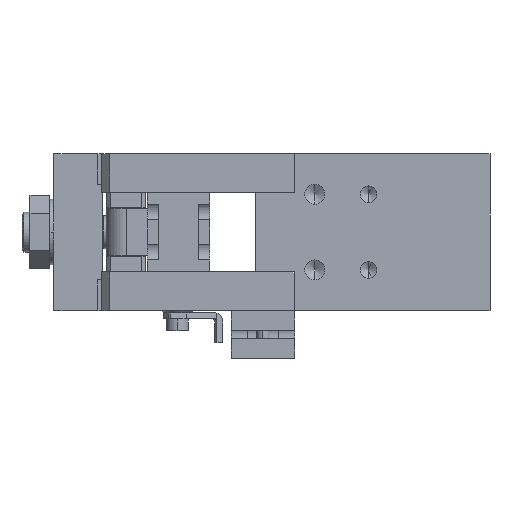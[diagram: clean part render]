
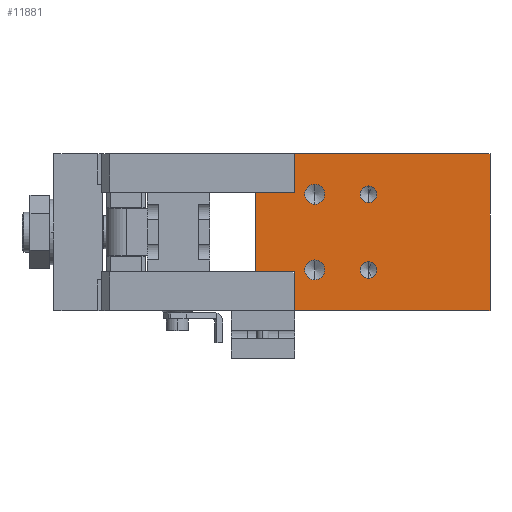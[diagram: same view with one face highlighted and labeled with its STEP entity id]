
A CAD part, left-side view. The second image highlights one B-rep face of the part: STEP entity #11881.
In plain terms, the highlighted planar face has unit normal (-1, 0, 0).
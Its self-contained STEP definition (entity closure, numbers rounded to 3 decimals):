
#312 = ORIENTED_EDGE ( 'NONE', *, *, #12749, .F. ) ;
#313 = ORIENTED_EDGE ( 'NONE', *, *, #12405, .F. ) ;
#314 = ORIENTED_EDGE ( 'NONE', *, *, #12746, .F. ) ;
#315 = ORIENTED_EDGE ( 'NONE', *, *, #12370, .F. ) ;
#316 = ORIENTED_EDGE ( 'NONE', *, *, #12744, .F. ) ;
#317 = ORIENTED_EDGE ( 'NONE', *, *, #12647, .F. ) ;
#318 = ORIENTED_EDGE ( 'NONE', *, *, #12650, .F. ) ;
#319 = ORIENTED_EDGE ( 'NONE', *, *, #12599, .F. ) ;
#320 = ORIENTED_EDGE ( 'NONE', *, *, #12644, .F. ) ;
#321 = ORIENTED_EDGE ( 'NONE', *, *, #12708, .F. ) ;
#322 = ORIENTED_EDGE ( 'NONE', *, *, #12628, .F. ) ;
#323 = ORIENTED_EDGE ( 'NONE', *, *, #12620, .F. ) ;
#324 = ORIENTED_EDGE ( 'NONE', *, *, #12684, .F. ) ;
#325 = ORIENTED_EDGE ( 'NONE', *, *, #12745, .T. ) ;
#326 = ORIENTED_EDGE ( 'NONE', *, *, #12763, .T. ) ;
#327 = ORIENTED_EDGE ( 'NONE', *, *, #12688, .F. ) ;
#376 = CARTESIAN_POINT ( 'NONE',  ( -32.5, 59., -10. ) ) ;
#385 = DIRECTION ( 'NONE',  ( 0., 1., 0. ) ) ;
#397 = CARTESIAN_POINT ( 'NONE',  ( -32.5, 59., -19.7 ) ) ;
#404 = DIRECTION ( 'NONE',  ( 0., 0., 1. ) ) ;
#442 = CARTESIAN_POINT ( 'NONE',  ( -32.5, 49., 19.7 ) ) ;
#447 = CARTESIAN_POINT ( 'NONE',  ( -32.5, 44., 9.5 ) ) ;
#448 = DIRECTION ( 'NONE',  ( 0., 0., 1. ) ) ;
#454 = DIRECTION ( 'NONE',  ( -1., 0., 0. ) ) ;
#455 = DIRECTION ( 'NONE',  ( 0., 0., 1. ) ) ;
#462 = CARTESIAN_POINT ( 'NONE',  ( -32.5, 44., -9.5 ) ) ;
#463 = DIRECTION ( 'NONE',  ( -1., 0., 0. ) ) ;
#464 = DIRECTION ( 'NONE',  ( 0., 0., 1. ) ) ;
#547 = CARTESIAN_POINT ( 'NONE',  ( -32.5, 49., -19.7 ) ) ;
#548 = DIRECTION ( 'NONE',  ( 0., 0., 1. ) ) ;
#557 = CARTESIAN_POINT ( 'NONE',  ( -32.5, 0., 19.7 ) ) ;
#558 = DIRECTION ( 'NONE',  ( 0., -1., 0. ) ) ;
#594 = CARTESIAN_POINT ( 'NONE',  ( -32.5, 59., 10. ) ) ;
#606 = DIRECTION ( 'NONE',  ( 0., -1., 0. ) ) ;
#691 = CARTESIAN_POINT ( 'NONE',  ( -32.5, 44., 9.5 ) ) ;
#692 = DIRECTION ( 'NONE',  ( -1., 0., 0. ) ) ;
#693 = DIRECTION ( 'NONE',  ( 0., 0., 1. ) ) ;
#695 = CARTESIAN_POINT ( 'NONE',  ( -32.5, 0., -19.7 ) ) ;
#696 = DIRECTION ( 'NONE',  ( 0., -1., 0. ) ) ;
#697 = CARTESIAN_POINT ( 'NONE',  ( -32.5, 30.5, 9.5 ) ) ;
#698 = CARTESIAN_POINT ( 'NONE',  ( -32.5, 30.5, -9.5 ) ) ;
#699 = DIRECTION ( 'NONE',  ( -1., 0., 0. ) ) ;
#700 = DIRECTION ( 'NONE',  ( 0., 0., 1. ) ) ;
#706 = DIRECTION ( 'NONE',  ( -1., 0., 0. ) ) ;
#707 = DIRECTION ( 'NONE',  ( 0., 0., 1. ) ) ;
#753 = CARTESIAN_POINT ( 'NONE',  ( -32.5, 0., -19.7 ) ) ;
#754 = DIRECTION ( 'NONE',  ( 0., 0., 1. ) ) ;
#1128 = FACE_BOUND ( 'NONE', #13730, .T. ) ;
#1134 = FACE_BOUND ( 'NONE', #13717, .T. ) ;
#1135 = FACE_OUTER_BOUND ( 'NONE', #13785, .T. ) ;
#1136 = FACE_BOUND ( 'NONE', #5326, .T. ) ;
#1138 = FACE_BOUND ( 'NONE', #5383, .T. ) ;
#3555 = CIRCLE ( 'NONE', #14284, 2.1 ) ;
#3601 = CIRCLE ( 'NONE', #14304, 2.1 ) ;
#3876 = CIRCLE ( 'NONE', #14378, 2.5 ) ;
#3888 = VECTOR ( 'NONE', #385, 1000. ) ;
#3898 = LINE ( 'NONE', #376, #3888 ) ;
#3908 = LINE ( 'NONE', #397, #3910 ) ;
#3910 = VECTOR ( 'NONE', #404, 1000. ) ;
#3926 = VECTOR ( 'NONE', #448, 1000. ) ;
#3930 = LINE ( 'NONE', #442, #3926 ) ;
#3936 = CIRCLE ( 'NONE', #14402, 2.5 ) ;
#3940 = CIRCLE ( 'NONE', #14399, 2.5 ) ;
#3988 = VECTOR ( 'NONE', #558, 1000. ) ;
#3991 = LINE ( 'NONE', #547, #3992 ) ;
#3992 = VECTOR ( 'NONE', #548, 1000. ) ;
#3993 = LINE ( 'NONE', #557, #3988 ) ;
#4025 = LINE ( 'NONE', #594, #4029 ) ;
#4029 = VECTOR ( 'NONE', #606, 1000. ) ;
#4079 = VECTOR ( 'NONE', #696, 1000. ) ;
#4084 = LINE ( 'NONE', #695, #4079 ) ;
#4088 = CIRCLE ( 'NONE', #14442, 2.5 ) ;
#4090 = CIRCLE ( 'NONE', #14447, 2.1 ) ;
#4095 = CIRCLE ( 'NONE', #14446, 2.1 ) ;
#4100 = LINE ( 'NONE', #753, #4110 ) ;
#4110 = VECTOR ( 'NONE', #754, 1000. ) ;
#5326 = EDGE_LOOP ( 'NONE', ( #316, #317 ) ) ;
#5383 = EDGE_LOOP ( 'NONE', ( #318, #319 ) ) ;
#7032 = CARTESIAN_POINT ( 'NONE',  ( -32.5, 44., -9.5 ) ) ;
#7040 = DIRECTION ( 'NONE',  ( -1., 0., 0. ) ) ;
#7041 = DIRECTION ( 'NONE',  ( 0., 0., 1. ) ) ;
#8182 = CARTESIAN_POINT ( 'NONE',  ( -32.5, 59., -10. ) ) ;
#8217 = CARTESIAN_POINT ( 'NONE',  ( -32.5, 0., 19.7 ) ) ;
#8228 = CARTESIAN_POINT ( 'NONE',  ( -32.5, 49., 10. ) ) ;
#8246 = CARTESIAN_POINT ( 'NONE',  ( -32.5, 0., -19.7 ) ) ;
#8247 = CARTESIAN_POINT ( 'NONE',  ( -32.5, 30.5, -11.6 ) ) ;
#8248 = CARTESIAN_POINT ( 'NONE',  ( -32.5, 44., 7. ) ) ;
#8250 = CARTESIAN_POINT ( 'NONE',  ( -32.5, 44., -12. ) ) ;
#8266 = CARTESIAN_POINT ( 'NONE',  ( -32.5, 30.5, 11.6 ) ) ;
#8274 = CARTESIAN_POINT ( 'NONE',  ( -32.5, 30.5, -7.4 ) ) ;
#8285 = CARTESIAN_POINT ( 'NONE',  ( -32.5, 59., 10. ) ) ;
#8289 = CARTESIAN_POINT ( 'NONE',  ( -32.5, 30.5, 7.4 ) ) ;
#8299 = CARTESIAN_POINT ( 'NONE',  ( -32.5, 49., -19.7 ) ) ;
#8305 = CARTESIAN_POINT ( 'NONE',  ( -32.5, 44., 12. ) ) ;
#8316 = CARTESIAN_POINT ( 'NONE',  ( -32.5, 49., -10. ) ) ;
#8317 = CARTESIAN_POINT ( 'NONE',  ( -32.5, 49., 19.7 ) ) ;
#8326 = CARTESIAN_POINT ( 'NONE',  ( -32.5, 44., -7. ) ) ;
#11271 = CARTESIAN_POINT ( 'NONE',  ( -32.5, 30.5, 9.5 ) ) ;
#11272 = DIRECTION ( 'NONE',  ( -1., 0., 0. ) ) ;
#11273 = DIRECTION ( 'NONE',  ( 0., 0., 1. ) ) ;
#11380 = CARTESIAN_POINT ( 'NONE',  ( -32.5, 30.5, -9.5 ) ) ;
#11381 = DIRECTION ( 'NONE',  ( -1., 0., 0. ) ) ;
#11382 = DIRECTION ( 'NONE',  ( 0., 0., 1. ) ) ;
#11881 = ADVANCED_FACE ( 'NONE', ( #1134, #1128, #1136, #1138, #1135 ), #17114, .T. ) ;
#12370 = EDGE_CURVE ( 'NONE', #16756, #16733, #3555, .T. ) ;
#12405 = EDGE_CURVE ( 'NONE', #16714, #16741, #3601, .T. ) ;
#12599 = EDGE_CURVE ( 'NONE', #16717, #16793, #3876, .T. ) ;
#12620 = EDGE_CURVE ( 'NONE', #16783, #16649, #3898, .T. ) ;
#12628 = EDGE_CURVE ( 'NONE', #16649, #16752, #3908, .T. ) ;
#12644 = EDGE_CURVE ( 'NONE', #16695, #16784, #3930, .T. ) ;
#12647 = EDGE_CURVE ( 'NONE', #16715, #16772, #3936, .T. ) ;
#12650 = EDGE_CURVE ( 'NONE', #16793, #16717, #3940, .T. ) ;
#12684 = EDGE_CURVE ( 'NONE', #16766, #16783, #3991, .T. ) ;
#12688 = EDGE_CURVE ( 'NONE', #16784, #16684, #3993, .T. ) ;
#12708 = EDGE_CURVE ( 'NONE', #16752, #16695, #4025, .T. ) ;
#12744 = EDGE_CURVE ( 'NONE', #16772, #16715, #4088, .T. ) ;
#12745 = EDGE_CURVE ( 'NONE', #16766, #16713, #4084, .T. ) ;
#12746 = EDGE_CURVE ( 'NONE', #16733, #16756, #4090, .T. ) ;
#12749 = EDGE_CURVE ( 'NONE', #16741, #16714, #4095, .T. ) ;
#12763 = EDGE_CURVE ( 'NONE', #16713, #16684, #4100, .T. ) ;
#13319 = AXIS2_PLACEMENT_3D ( 'NONE', #17081, #17053, #17035 ) ;
#13717 = EDGE_LOOP ( 'NONE', ( #312, #313 ) ) ;
#13730 = EDGE_LOOP ( 'NONE', ( #314, #315 ) ) ;
#13785 = EDGE_LOOP ( 'NONE', ( #320, #321, #322, #323, #324, #325, #326, #327 ) ) ;
#14284 = AXIS2_PLACEMENT_3D ( 'NONE', #11271, #11272, #11273 ) ;
#14304 = AXIS2_PLACEMENT_3D ( 'NONE', #11380, #11381, #11382 ) ;
#14378 = AXIS2_PLACEMENT_3D ( 'NONE', #7032, #7040, #7041 ) ;
#14399 = AXIS2_PLACEMENT_3D ( 'NONE', #462, #463, #464 ) ;
#14402 = AXIS2_PLACEMENT_3D ( 'NONE', #447, #454, #455 ) ;
#14442 = AXIS2_PLACEMENT_3D ( 'NONE', #691, #692, #693 ) ;
#14446 = AXIS2_PLACEMENT_3D ( 'NONE', #698, #706, #707 ) ;
#14447 = AXIS2_PLACEMENT_3D ( 'NONE', #697, #699, #700 ) ;
#16649 = VERTEX_POINT ( 'NONE', #8182 ) ;
#16684 = VERTEX_POINT ( 'NONE', #8217 ) ;
#16695 = VERTEX_POINT ( 'NONE', #8228 ) ;
#16713 = VERTEX_POINT ( 'NONE', #8246 ) ;
#16714 = VERTEX_POINT ( 'NONE', #8247 ) ;
#16715 = VERTEX_POINT ( 'NONE', #8248 ) ;
#16717 = VERTEX_POINT ( 'NONE', #8250 ) ;
#16733 = VERTEX_POINT ( 'NONE', #8266 ) ;
#16741 = VERTEX_POINT ( 'NONE', #8274 ) ;
#16752 = VERTEX_POINT ( 'NONE', #8285 ) ;
#16756 = VERTEX_POINT ( 'NONE', #8289 ) ;
#16766 = VERTEX_POINT ( 'NONE', #8299 ) ;
#16772 = VERTEX_POINT ( 'NONE', #8305 ) ;
#16783 = VERTEX_POINT ( 'NONE', #8316 ) ;
#16784 = VERTEX_POINT ( 'NONE', #8317 ) ;
#16793 = VERTEX_POINT ( 'NONE', #8326 ) ;
#17035 = DIRECTION ( 'NONE',  ( 0., 0., 1. ) ) ;
#17053 = DIRECTION ( 'NONE',  ( -1., 0., 0. ) ) ;
#17081 = CARTESIAN_POINT ( 'NONE',  ( -32.5, 0., -19.7 ) ) ;
#17114 = PLANE ( 'NONE',  #13319 ) ;
